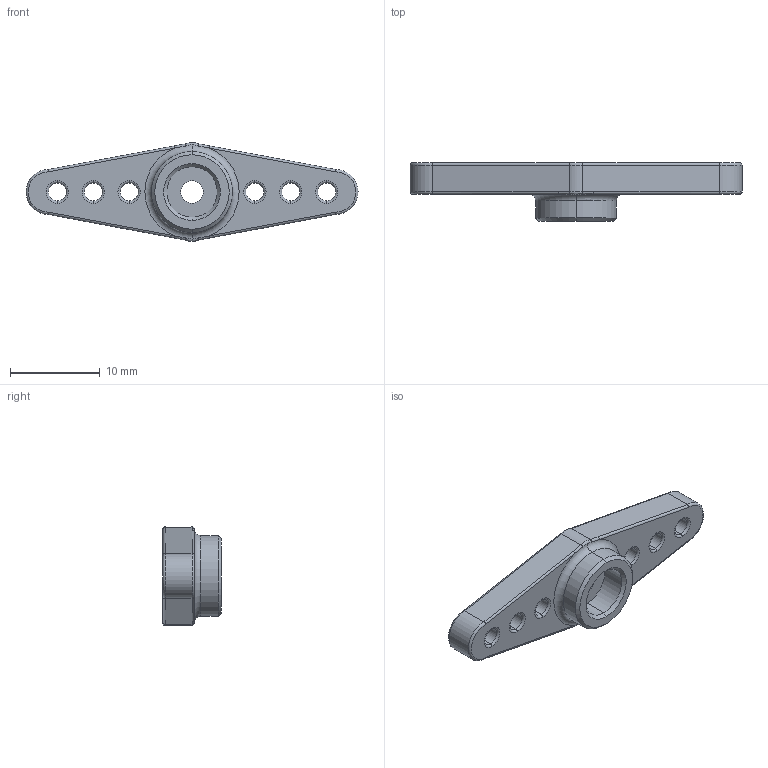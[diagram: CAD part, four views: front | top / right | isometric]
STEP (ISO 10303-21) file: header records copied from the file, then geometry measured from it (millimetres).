
FILE_DESCRIPTION (( 'STEP AP214' ), '1' );
FILE_NAME ('servo_horn.STEP', '2020-05-23T05:02:34', ( '' ), ( '' ), 'SwSTEP 2.0', 'SolidWorks 2019', '' );
FILE_SCHEMA (( 'AUTOMOTIVE_DESIGN' ));
Length unit declared in the file: millimetre
Products named in the file (1): servo_horn
Bounding box: 37 x 6.5 x 11 mm (x, y, z)
Volume: 953.2 mm3; surface area: 1057.1 mm2
Topology: 1 solids, 1 shells, 100 faces, 227 edges, 131 vertices
Faces by surface type: torus 43, cylinder 33, plane 10, cone 8, bspline 6
Entity records: 2999 total; most frequent: CARTESIAN_POINT 688, DIRECTION 521, ORIENTED_EDGE 454, AXIS2_PLACEMENT_3D 234, EDGE_CURVE 227, CIRCLE 139, VERTEX_POINT 131, EDGE_LOOP 116
